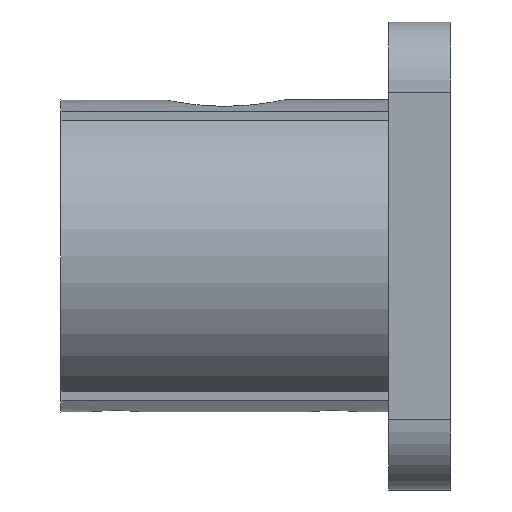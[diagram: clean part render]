
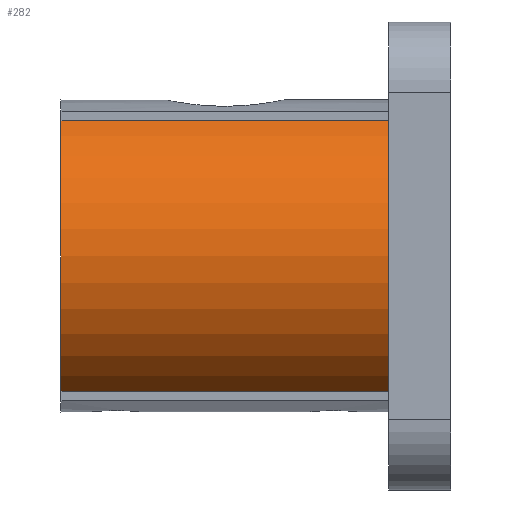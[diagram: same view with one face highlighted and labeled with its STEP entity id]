
A CAD part, left-side view. The second image highlights one B-rep face of the part: STEP entity #282.
In plain terms, the highlighted cylindrical face has radius 20 mm (diameter 40 mm), a partial arc.
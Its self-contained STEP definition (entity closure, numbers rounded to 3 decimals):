
#282 = ADVANCED_FACE( '', ( #622 ), #623, .T. );
#622 = FACE_OUTER_BOUND( '', #1045, .T. );
#623 = CYLINDRICAL_SURFACE( '', #1046, 20. );
#1045 = EDGE_LOOP( '', ( #1653, #1654, #1655, #1656 ) );
#1046 = AXIS2_PLACEMENT_3D( '', #1657, #1658, #1659 );
#1653 = ORIENTED_EDGE( '', *, *, #2497, .F. );
#1654 = ORIENTED_EDGE( '', *, *, #2456, .F. );
#1655 = ORIENTED_EDGE( '', *, *, #2549, .F. );
#1656 = ORIENTED_EDGE( '', *, *, #2550, .T. );
#1657 = CARTESIAN_POINT( '', ( 0., 50., 0. ) );
#1658 = DIRECTION( '', ( 0., 1., 0. ) );
#1659 = DIRECTION( '', ( 0., 0., -1. ) );
#2456 = EDGE_CURVE( '', #2922, #2918, #2924, .T. );
#2497 = EDGE_CURVE( '', #2918, #2997, #2998, .F. );
#2549 = EDGE_CURVE( '', #3074, #2922, #3075, .T. );
#2550 = EDGE_CURVE( '', #3074, #2997, #3076, .T. );
#2918 = VERTEX_POINT( '', #3635 );
#2922 = VERTEX_POINT( '', #3641 );
#2924 = LINE( '', #3644, #3645 );
#2997 = VERTEX_POINT( '', #3750 );
#2998 = CIRCLE( '', #3751, 20. );
#3074 = VERTEX_POINT( '', #3989 );
#3075 = CIRCLE( '', #3990, 20. );
#3076 = LINE( '', #3991, #3992 );
#3635 = CARTESIAN_POINT( '', ( -10., 8., 17.321 ) );
#3641 = CARTESIAN_POINT( '', ( -10., 50., 17.321 ) );
#3644 = CARTESIAN_POINT( '', ( -10., 50., 17.321 ) );
#3645 = VECTOR( '', #4611, 1000. );
#3750 = CARTESIAN_POINT( '', ( -10., 8., -17.321 ) );
#3751 = AXIS2_PLACEMENT_3D( '', #4671, #4672, #4673 );
#3989 = CARTESIAN_POINT( '', ( -10., 50., -17.321 ) );
#3990 = AXIS2_PLACEMENT_3D( '', #4724, #4725, #4726 );
#3991 = CARTESIAN_POINT( '', ( -10., 50., -17.321 ) );
#3992 = VECTOR( '', #4727, 1000. );
#4611 = DIRECTION( '', ( 0., -1., 0. ) );
#4671 = CARTESIAN_POINT( '', ( 0., 8., 0. ) );
#4672 = DIRECTION( '', ( 0., 1., 0. ) );
#4673 = DIRECTION( '', ( 0., 0., 1. ) );
#4724 = CARTESIAN_POINT( '', ( 0., 50., 0. ) );
#4725 = DIRECTION( '', ( 0., 1., 0. ) );
#4726 = DIRECTION( '', ( 1., 0., 0. ) );
#4727 = DIRECTION( '', ( 0., -1., 0. ) );
